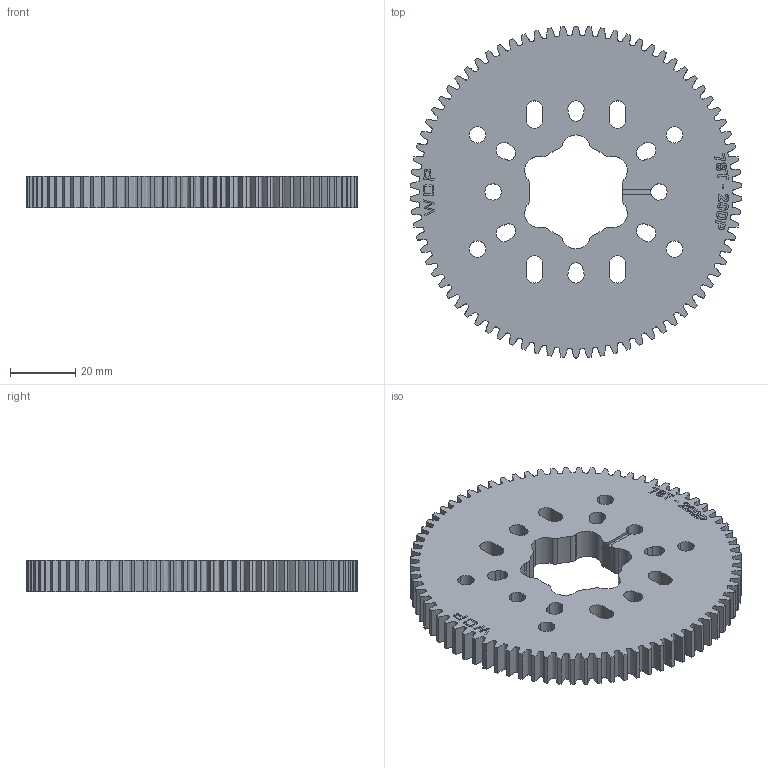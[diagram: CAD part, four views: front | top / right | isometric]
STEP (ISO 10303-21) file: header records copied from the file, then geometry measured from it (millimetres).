
FILE_DESCRIPTION (( 'STEP AP214' ), '1' );
FILE_NAME ('WCP-1213 Rev1.step', '2024-01-05T00:51:47', ( '' ), ( '' ), 'SwSTEP 2.0', 'SolidWorks 2022', '' );
FILE_SCHEMA (( 'AUTOMOTIVE_DESIGN' ));
Length unit declared in the file: inch
Products named in the file (1): WCP-1213 Rev1
Bounding box: 101.56 x 101.6 x 9.53 mm (x, y, z)
Volume: 64160.8 mm3; surface area: 22862.4 mm2
Topology: 1 solids, 1 shells, 397 faces, 1137 edges, 758 vertices
Faces by surface type: cylinder 153, plane 122, bspline 122
Entity records: 35849 total; most frequent: CARTESIAN_POINT 25887, ORIENTED_EDGE 2274, DIRECTION 1755, EDGE_CURVE 1137, VERTEX_POINT 758, AXIS2_PLACEMENT_3D 586, VECTOR 583, LINE 583
